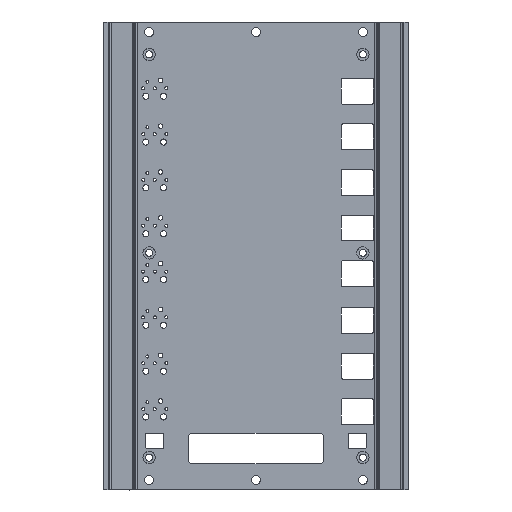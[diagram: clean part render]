
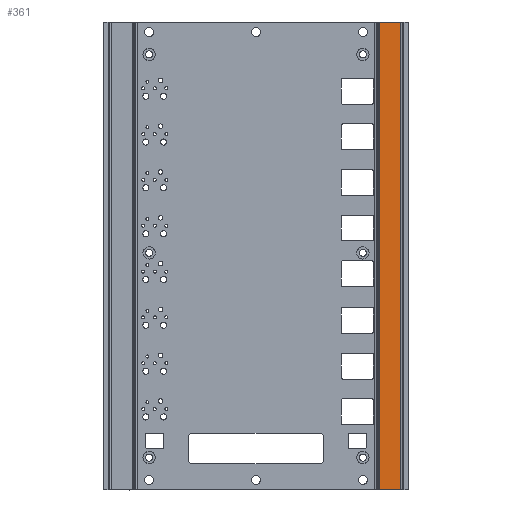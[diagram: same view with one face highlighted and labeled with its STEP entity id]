
A CAD part, left-side view. The second image highlights one B-rep face of the part: STEP entity #361.
In plain terms, the highlighted planar face has unit normal (-1, 0, 0).
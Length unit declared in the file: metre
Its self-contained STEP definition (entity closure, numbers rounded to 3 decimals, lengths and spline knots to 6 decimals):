
#361=ADVANCED_FACE('0:7024',(#1162),#1163,.T.);
#1162=FACE_OUTER_BOUND('',#1983,.T.);
#1163=PLANE('',#1984);
#1983=EDGE_LOOP('',(#4791,#4792,#4793,#4794));
#1984=AXIS2_PLACEMENT_3D('',#4795,#4796,#4797);
#4791=ORIENTED_EDGE('',*,*,#5532,.F.);
#4792=ORIENTED_EDGE('',*,*,#5898,.T.);
#4793=ORIENTED_EDGE('',*,*,#5408,.F.);
#4794=ORIENTED_EDGE('',*,*,#5909,.F.);
#4795=CARTESIAN_POINT('',(0.048522,-0.044734,0.078125));
#4796=DIRECTION('',(-1.0,0.,0.));
#4797=DIRECTION('',(0.,1.0,0.0));
#5408=EDGE_CURVE('0:7233',#6834,#6836,#6837,.T.);
#5532=EDGE_CURVE('0:7245',#7058,#7060,#7061,.T.);
#5898=EDGE_CURVE('0:8496',#7058,#6836,#7516,.T.);
#5909=EDGE_CURVE('0:8529',#7060,#6834,#7531,.T.);
#6834=VERTEX_POINT('',#8687);
#6836=VERTEX_POINT('',#8689);
#6837=LINE('',#8690,#8691);
#7058=VERTEX_POINT('',#8955);
#7060=VERTEX_POINT('',#8957);
#7061=LINE('',#8958,#8959);
#7516=LINE('',#9553,#9554);
#7531=LINE('',#9579,#9580);
#8687=CARTESIAN_POINT('',(0.048522,-0.0404,0.001524));
#8689=CARTESIAN_POINT('',(0.048522,-0.0404,0.154726));
#8690=CARTESIAN_POINT('',(0.048522,-0.0404,0.078125));
#8691=VECTOR('',#10527,1.0);
#8955=CARTESIAN_POINT('',(0.048522,-0.0474,0.154726));
#8957=CARTESIAN_POINT('',(0.048522,-0.0474,0.001524));
#8958=CARTESIAN_POINT('',(0.048522,-0.0474,0.116425));
#8959=VECTOR('',#10811,1.0);
#9553=CARTESIAN_POINT('',(0.048522,0.000569,0.154726));
#9554=VECTOR('',#11629,1.0);
#9579=CARTESIAN_POINT('',(0.048522,0.000569,0.001524));
#9580=VECTOR('',#11640,1.0);
#10527=DIRECTION('',(0.,0.,1.0));
#10811=DIRECTION('',(0.,0.,-1.0));
#11629=DIRECTION('',(0.,1.0,0.));
#11640=DIRECTION('',(0.,1.0,0.));
